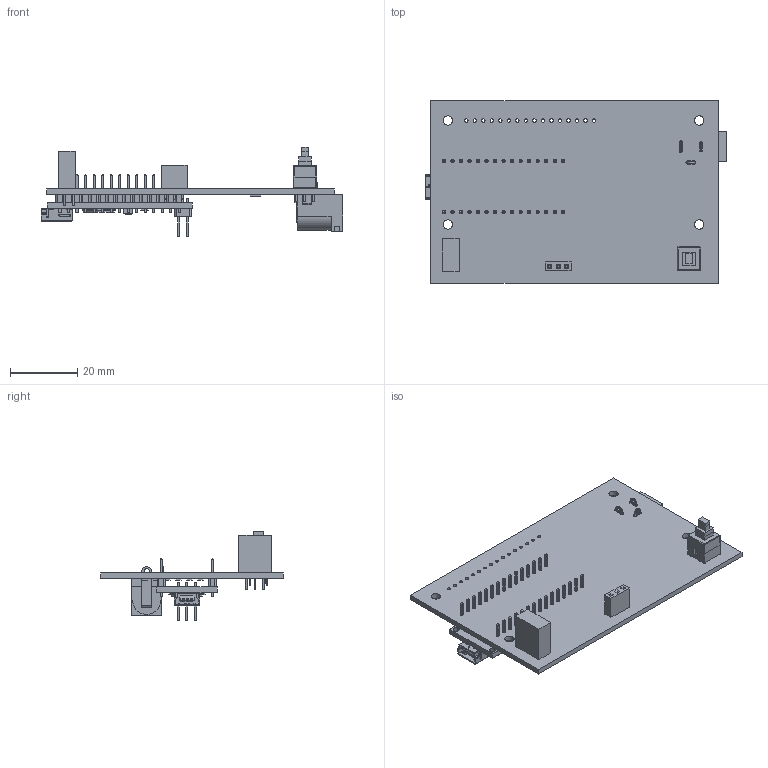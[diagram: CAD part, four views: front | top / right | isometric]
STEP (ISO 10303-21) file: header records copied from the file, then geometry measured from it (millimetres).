
FILE_DESCRIPTION(('KiCad electronic assembly'),'2;1');
FILE_NAME('ardutester mio.step','2024-09-29T04:16:38',('Pcbnew'),( 'Kicad'),'Open CASCADE STEP processor 7.7','KiCad to STEP converter' ,'Unknown');
FILE_SCHEMA(('AUTOMOTIVE_DESIGN { 1 0 10303 214 1 1 1 1 }'));
Length unit declared in the file: millimetre
Products named in the file (14): ardutester mio 1; T93YB203KT20; ASSEMBLY; LatchSwitch_7x7; PinSocket_1x03_P2.54mm_Vertical; PinSocket_1x03_P254mm_Vertical; A000005; ARDUINO NANO 3.0; R_1206_3216Metric; PJ-002B; ardutester mio_PCB
Assembly tree (19 placements, depth 3):
  ardutester mio 1
    T93YB203KT20
      ASSEMBLY
    LatchSwitch_7x7
      LatchSwitch_7x7
    PinSocket_1x03_P2.54mm_Vertical
      PinSocket_1x03_P254mm_Vertical
    A000005
      ARDUINO NANO 3.0
    R_1206_3216Metric  x7
      R_1206_3216Metric
    PJ-002B
      PJ-002B
    ardutester mio_PCB
Bounding box: 89.99 x 54.39 x 26.7 mm (x, y, z)
Volume: 11492 mm3; surface area: 17612.4 mm2
Topology: 117 solids, 117 shells, 2408 faces, 6160 edges, 3984 vertices
Faces by surface type: plane 1799, cylinder 603, sphere 4, cone 2
Full cylindrical faces by diameter (mm): 0.5 x3, 0.7 x3, 0.8 x6, 1 x33, 1.016 x16, 2.8 x4
Entity records: 82375 total; most frequent: CARTESIAN_POINT 11770, ORIENTED_EDGE 11504, DIRECTION 11398, EDGE_CURVE 5752, LINE 4638, VECTOR 4638, VERTEX_POINT 3720, AXIS2_PLACEMENT_3D 3380
